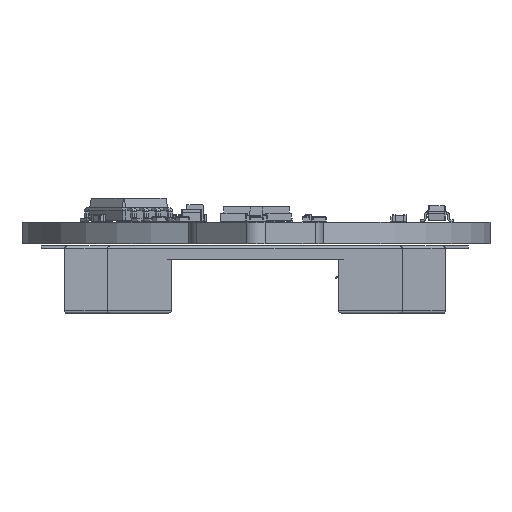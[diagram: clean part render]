
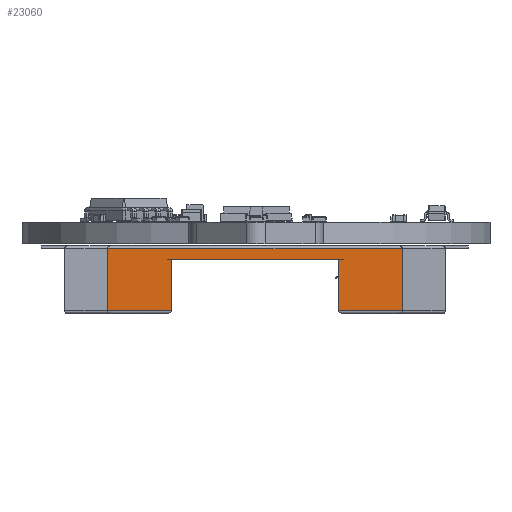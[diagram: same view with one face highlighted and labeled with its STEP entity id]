
A CAD part, front view. The second image highlights one B-rep face of the part: STEP entity #23060.
In plain terms, the highlighted face is planar.
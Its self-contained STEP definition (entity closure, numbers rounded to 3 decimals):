
#20218 = CYLINDRICAL_SURFACE('',#20219,10.135);
#20219 = AXIS2_PLACEMENT_3D('',#20220,#20221,#20222);
#20220 = CARTESIAN_POINT('',(0.,0.,1.1));
#20221 = DIRECTION('',(-0.,-0.,-1.));
#20222 = DIRECTION('',(1.,0.,0.));
#20246 = PLANE('',#20247);
#20247 = AXIS2_PLACEMENT_3D('',#20248,#20249,#20250);
#20248 = CARTESIAN_POINT('',(0.,0.,1.1)
  );
#20249 = DIRECTION('',(0.,0.,1.));
#20250 = DIRECTION('',(1.,0.,-0.));
#20274 = CYLINDRICAL_SURFACE('',#20275,10.135);
#20275 = AXIS2_PLACEMENT_3D('',#20276,#20277,#20278);
#20276 = CARTESIAN_POINT('',(0.,0.,1.1));
#20277 = DIRECTION('',(-0.,-0.,-1.));
#20278 = DIRECTION('',(1.,0.,0.));
#20806 = VERTEX_POINT('',#20807);
#20807 = CARTESIAN_POINT('',(6.222,8.,4.96));
#20884 = VERTEX_POINT('',#20885);
#20885 = CARTESIAN_POINT('',(6.222,8.,1.1));
#20907 = EDGE_CURVE('',#20806,#20884,#20908,.T.);
#20908 = SURFACE_CURVE('',#20909,(#20913,#20920),.PCURVE_S1.);
#20909 = LINE('',#20910,#20911);
#20910 = CARTESIAN_POINT('',(6.222,8.,1.1));
#20911 = VECTOR('',#20912,1.);
#20912 = DIRECTION('',(-0.,-0.,-1.));
#20913 = PCURVE('',#20274,#20914);
#20914 = DEFINITIONAL_REPRESENTATION('',(#20915),#20919);
#20915 = LINE('',#20916,#20917);
#20916 = CARTESIAN_POINT('',(5.373,0.));
#20917 = VECTOR('',#20918,1.);
#20918 = DIRECTION('',(0.,1.));
#20919 = ( GEOMETRIC_REPRESENTATION_CONTEXT(2) 
PARAMETRIC_REPRESENTATION_CONTEXT() REPRESENTATION_CONTEXT('2D SPACE',''
  ) );
#20920 = PCURVE('',#20921,#20926);
#20921 = PLANE('',#20922);
#20922 = AXIS2_PLACEMENT_3D('',#20923,#20924,#20925);
#20923 = CARTESIAN_POINT('',(11.,8.,0.1));
#20924 = DIRECTION('',(0.,-1.,0.));
#20925 = DIRECTION('',(-1.,0.,0.));
#20926 = DEFINITIONAL_REPRESENTATION('',(#20927),#20931);
#20927 = LINE('',#20928,#20929);
#20928 = CARTESIAN_POINT('',(4.778,-1.));
#20929 = VECTOR('',#20930,1.);
#20930 = DIRECTION('',(0.,1.));
#20931 = ( GEOMETRIC_REPRESENTATION_CONTEXT(2) 
PARAMETRIC_REPRESENTATION_CONTEXT() REPRESENTATION_CONTEXT('2D SPACE',''
  ) );
#21019 = EDGE_CURVE('',#20884,#21020,#21022,.T.);
#21020 = VERTEX_POINT('',#21021);
#21021 = CARTESIAN_POINT('',(-6.222,8.,1.1));
#21022 = SURFACE_CURVE('',#21023,(#21027,#21034),.PCURVE_S1.);
#21023 = LINE('',#21024,#21025);
#21024 = CARTESIAN_POINT('',(5.5,8.,1.1));
#21025 = VECTOR('',#21026,1.);
#21026 = DIRECTION('',(-1.,0.,0.));
#21027 = PCURVE('',#20246,#21028);
#21028 = DEFINITIONAL_REPRESENTATION('',(#21029),#21033);
#21029 = LINE('',#21030,#21031);
#21030 = CARTESIAN_POINT('',(5.5,8.));
#21031 = VECTOR('',#21032,1.);
#21032 = DIRECTION('',(-1.,0.));
#21033 = ( GEOMETRIC_REPRESENTATION_CONTEXT(2) 
PARAMETRIC_REPRESENTATION_CONTEXT() REPRESENTATION_CONTEXT('2D SPACE',''
  ) );
#21034 = PCURVE('',#20921,#21035);
#21035 = DEFINITIONAL_REPRESENTATION('',(#21036),#21040);
#21036 = LINE('',#21037,#21038);
#21037 = CARTESIAN_POINT('',(5.5,-1.));
#21038 = VECTOR('',#21039,1.);
#21039 = DIRECTION('',(1.,0.));
#21040 = ( GEOMETRIC_REPRESENTATION_CONTEXT(2) 
PARAMETRIC_REPRESENTATION_CONTEXT() REPRESENTATION_CONTEXT('2D SPACE',''
  ) );
#21756 = VERTEX_POINT('',#21757);
#21757 = CARTESIAN_POINT('',(-6.222,8.,4.96));
#21779 = EDGE_CURVE('',#21756,#21020,#21780,.T.);
#21780 = SURFACE_CURVE('',#21781,(#21785,#21792),.PCURVE_S1.);
#21781 = LINE('',#21782,#21783);
#21782 = CARTESIAN_POINT('',(-6.222,8.,1.1));
#21783 = VECTOR('',#21784,1.);
#21784 = DIRECTION('',(-0.,-0.,-1.));
#21785 = PCURVE('',#20218,#21786);
#21786 = DEFINITIONAL_REPRESENTATION('',(#21787),#21791);
#21787 = LINE('',#21788,#21789);
#21788 = CARTESIAN_POINT('',(4.051,0.));
#21789 = VECTOR('',#21790,1.);
#21790 = DIRECTION('',(0.,1.));
#21791 = ( GEOMETRIC_REPRESENTATION_CONTEXT(2) 
PARAMETRIC_REPRESENTATION_CONTEXT() REPRESENTATION_CONTEXT('2D SPACE',''
  ) );
#21792 = PCURVE('',#20921,#21793);
#21793 = DEFINITIONAL_REPRESENTATION('',(#21794),#21798);
#21794 = LINE('',#21795,#21796);
#21795 = CARTESIAN_POINT('',(17.222,-1.));
#21796 = VECTOR('',#21797,1.);
#21797 = DIRECTION('',(0.,1.));
#21798 = ( GEOMETRIC_REPRESENTATION_CONTEXT(2) 
PARAMETRIC_REPRESENTATION_CONTEXT() REPRESENTATION_CONTEXT('2D SPACE',''
  ) );
#22284 = CYLINDRICAL_SURFACE('',#22285,0.22);
#22285 = AXIS2_PLACEMENT_3D('',#22286,#22287,#22288);
#22286 = CARTESIAN_POINT('',(11.,7.78,4.96));
#22287 = DIRECTION('',(-1.,0.,0.));
#22288 = DIRECTION('',(0.,0.,1.));
#22444 = CYLINDRICAL_SURFACE('',#22445,0.22);
#22445 = AXIS2_PLACEMENT_3D('',#22446,#22447,#22448);
#22446 = CARTESIAN_POINT('',(11.,7.78,0.32));
#22447 = DIRECTION('',(-1.,0.,0.));
#22448 = DIRECTION('',(0.,0.,-1.));
#23060 = ADVANCED_FACE('',(#23061),#20921,.F.);
#23061 = FACE_BOUND('',#23062,.F.);
#23062 = EDGE_LOOP('',(#23063,#23093,#23114,#23115,#23116,#23117,#23145,
    #23173));
#23063 = ORIENTED_EDGE('',*,*,#23064,.T.);
#23064 = EDGE_CURVE('',#23065,#23067,#23069,.T.);
#23065 = VERTEX_POINT('',#23066);
#23066 = CARTESIAN_POINT('',(11.,8.,0.32));
#23067 = VERTEX_POINT('',#23068);
#23068 = CARTESIAN_POINT('',(11.,8.,4.96));
#23069 = SURFACE_CURVE('',#23070,(#23074,#23081),.PCURVE_S1.);
#23070 = LINE('',#23071,#23072);
#23071 = CARTESIAN_POINT('',(11.,8.,0.1));
#23072 = VECTOR('',#23073,1.);
#23073 = DIRECTION('',(0.,0.,1.));
#23074 = PCURVE('',#20921,#23075);
#23075 = DEFINITIONAL_REPRESENTATION('',(#23076),#23080);
#23076 = LINE('',#23077,#23078);
#23077 = CARTESIAN_POINT('',(0.,-0.));
#23078 = VECTOR('',#23079,1.);
#23079 = DIRECTION('',(0.,-1.));
#23080 = ( GEOMETRIC_REPRESENTATION_CONTEXT(2) 
PARAMETRIC_REPRESENTATION_CONTEXT() REPRESENTATION_CONTEXT('2D SPACE',''
  ) );
#23081 = PCURVE('',#23082,#23087);
#23082 = PLANE('',#23083);
#23083 = AXIS2_PLACEMENT_3D('',#23084,#23085,#23086);
#23084 = CARTESIAN_POINT('',(11.,-8.,0.1));
#23085 = DIRECTION('',(-1.,0.,0.));
#23086 = DIRECTION('',(0.,1.,0.));
#23087 = DEFINITIONAL_REPRESENTATION('',(#23088),#23092);
#23088 = LINE('',#23089,#23090);
#23089 = CARTESIAN_POINT('',(16.,0.));
#23090 = VECTOR('',#23091,1.);
#23091 = DIRECTION('',(0.,-1.));
#23092 = ( GEOMETRIC_REPRESENTATION_CONTEXT(2) 
PARAMETRIC_REPRESENTATION_CONTEXT() REPRESENTATION_CONTEXT('2D SPACE',''
  ) );
#23093 = ORIENTED_EDGE('',*,*,#23094,.T.);
#23094 = EDGE_CURVE('',#23067,#20806,#23095,.T.);
#23095 = SURFACE_CURVE('',#23096,(#23100,#23107),.PCURVE_S1.);
#23096 = LINE('',#23097,#23098);
#23097 = CARTESIAN_POINT('',(11.,8.,4.96));
#23098 = VECTOR('',#23099,1.);
#23099 = DIRECTION('',(-1.,0.,0.));
#23100 = PCURVE('',#20921,#23101);
#23101 = DEFINITIONAL_REPRESENTATION('',(#23102),#23106);
#23102 = LINE('',#23103,#23104);
#23103 = CARTESIAN_POINT('',(0.,-4.86));
#23104 = VECTOR('',#23105,1.);
#23105 = DIRECTION('',(1.,0.));
#23106 = ( GEOMETRIC_REPRESENTATION_CONTEXT(2) 
PARAMETRIC_REPRESENTATION_CONTEXT() REPRESENTATION_CONTEXT('2D SPACE',''
  ) );
#23107 = PCURVE('',#22284,#23108);
#23108 = DEFINITIONAL_REPRESENTATION('',(#23109),#23113);
#23109 = LINE('',#23110,#23111);
#23110 = CARTESIAN_POINT('',(1.571,0.));
#23111 = VECTOR('',#23112,1.);
#23112 = DIRECTION('',(0.,1.));
#23113 = ( GEOMETRIC_REPRESENTATION_CONTEXT(2) 
PARAMETRIC_REPRESENTATION_CONTEXT() REPRESENTATION_CONTEXT('2D SPACE',''
  ) );
#23114 = ORIENTED_EDGE('',*,*,#20907,.T.);
#23115 = ORIENTED_EDGE('',*,*,#21019,.T.);
#23116 = ORIENTED_EDGE('',*,*,#21779,.F.);
#23117 = ORIENTED_EDGE('',*,*,#23118,.T.);
#23118 = EDGE_CURVE('',#21756,#23119,#23121,.T.);
#23119 = VERTEX_POINT('',#23120);
#23120 = CARTESIAN_POINT('',(-11.,8.,4.96));
#23121 = SURFACE_CURVE('',#23122,(#23126,#23133),.PCURVE_S1.);
#23122 = LINE('',#23123,#23124);
#23123 = CARTESIAN_POINT('',(-6.222,8.,4.96));
#23124 = VECTOR('',#23125,1.);
#23125 = DIRECTION('',(-1.,0.,0.));
#23126 = PCURVE('',#20921,#23127);
#23127 = DEFINITIONAL_REPRESENTATION('',(#23128),#23132);
#23128 = LINE('',#23129,#23130);
#23129 = CARTESIAN_POINT('',(17.222,-4.86));
#23130 = VECTOR('',#23131,1.);
#23131 = DIRECTION('',(1.,0.));
#23132 = ( GEOMETRIC_REPRESENTATION_CONTEXT(2) 
PARAMETRIC_REPRESENTATION_CONTEXT() REPRESENTATION_CONTEXT('2D SPACE',''
  ) );
#23133 = PCURVE('',#23134,#23139);
#23134 = CYLINDRICAL_SURFACE('',#23135,0.22);
#23135 = AXIS2_PLACEMENT_3D('',#23136,#23137,#23138);
#23136 = CARTESIAN_POINT('',(-6.222,7.78,4.96));
#23137 = DIRECTION('',(-1.,0.,0.));
#23138 = DIRECTION('',(0.,0.,1.));
#23139 = DEFINITIONAL_REPRESENTATION('',(#23140),#23144);
#23140 = LINE('',#23141,#23142);
#23141 = CARTESIAN_POINT('',(1.571,0.));
#23142 = VECTOR('',#23143,1.);
#23143 = DIRECTION('',(0.,1.));
#23144 = ( GEOMETRIC_REPRESENTATION_CONTEXT(2) 
PARAMETRIC_REPRESENTATION_CONTEXT() REPRESENTATION_CONTEXT('2D SPACE',''
  ) );
#23145 = ORIENTED_EDGE('',*,*,#23146,.F.);
#23146 = EDGE_CURVE('',#23147,#23119,#23149,.T.);
#23147 = VERTEX_POINT('',#23148);
#23148 = CARTESIAN_POINT('',(-11.,8.,0.32));
#23149 = SURFACE_CURVE('',#23150,(#23154,#23161),.PCURVE_S1.);
#23150 = LINE('',#23151,#23152);
#23151 = CARTESIAN_POINT('',(-11.,8.,0.1));
#23152 = VECTOR('',#23153,1.);
#23153 = DIRECTION('',(0.,0.,1.));
#23154 = PCURVE('',#20921,#23155);
#23155 = DEFINITIONAL_REPRESENTATION('',(#23156),#23160);
#23156 = LINE('',#23157,#23158);
#23157 = CARTESIAN_POINT('',(22.,0.));
#23158 = VECTOR('',#23159,1.);
#23159 = DIRECTION('',(0.,-1.));
#23160 = ( GEOMETRIC_REPRESENTATION_CONTEXT(2) 
PARAMETRIC_REPRESENTATION_CONTEXT() REPRESENTATION_CONTEXT('2D SPACE',''
  ) );
#23161 = PCURVE('',#23162,#23167);
#23162 = PLANE('',#23163);
#23163 = AXIS2_PLACEMENT_3D('',#23164,#23165,#23166);
#23164 = CARTESIAN_POINT('',(-11.,8.,0.1));
#23165 = DIRECTION('',(1.,0.,0.));
#23166 = DIRECTION('',(0.,-1.,0.));
#23167 = DEFINITIONAL_REPRESENTATION('',(#23168),#23172);
#23168 = LINE('',#23169,#23170);
#23169 = CARTESIAN_POINT('',(0.,0.));
#23170 = VECTOR('',#23171,1.);
#23171 = DIRECTION('',(0.,-1.));
#23172 = ( GEOMETRIC_REPRESENTATION_CONTEXT(2) 
PARAMETRIC_REPRESENTATION_CONTEXT() REPRESENTATION_CONTEXT('2D SPACE',''
  ) );
#23173 = ORIENTED_EDGE('',*,*,#23174,.F.);
#23174 = EDGE_CURVE('',#23065,#23147,#23175,.T.);
#23175 = SURFACE_CURVE('',#23176,(#23180,#23187),.PCURVE_S1.);
#23176 = LINE('',#23177,#23178);
#23177 = CARTESIAN_POINT('',(11.,8.,0.32));
#23178 = VECTOR('',#23179,1.);
#23179 = DIRECTION('',(-1.,0.,0.));
#23180 = PCURVE('',#20921,#23181);
#23181 = DEFINITIONAL_REPRESENTATION('',(#23182),#23186);
#23182 = LINE('',#23183,#23184);
#23183 = CARTESIAN_POINT('',(0.,-0.22));
#23184 = VECTOR('',#23185,1.);
#23185 = DIRECTION('',(1.,0.));
#23186 = ( GEOMETRIC_REPRESENTATION_CONTEXT(2) 
PARAMETRIC_REPRESENTATION_CONTEXT() REPRESENTATION_CONTEXT('2D SPACE',''
  ) );
#23187 = PCURVE('',#22444,#23188);
#23188 = DEFINITIONAL_REPRESENTATION('',(#23189),#23193);
#23189 = LINE('',#23190,#23191);
#23190 = CARTESIAN_POINT('',(4.712,0.));
#23191 = VECTOR('',#23192,1.);
#23192 = DIRECTION('',(0.,1.));
#23193 = ( GEOMETRIC_REPRESENTATION_CONTEXT(2) 
PARAMETRIC_REPRESENTATION_CONTEXT() REPRESENTATION_CONTEXT('2D SPACE',''
  ) );
